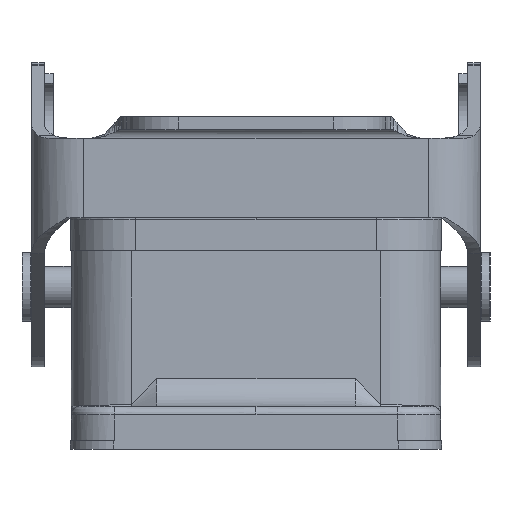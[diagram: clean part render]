
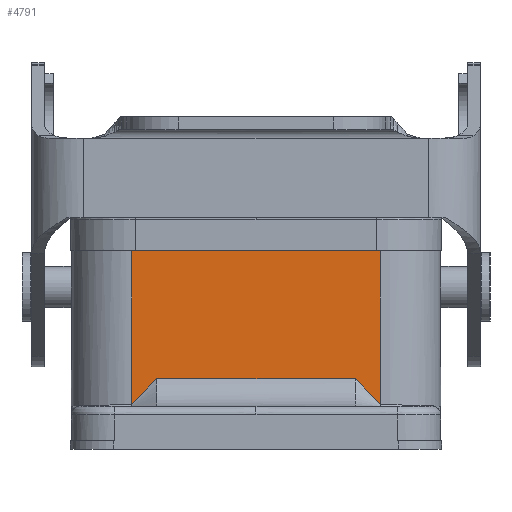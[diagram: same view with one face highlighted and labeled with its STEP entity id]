
A CAD part, left-side view. The second image highlights one B-rep face of the part: STEP entity #4791.
In plain terms, the highlighted planar face has unit normal (-1, 0, 0).
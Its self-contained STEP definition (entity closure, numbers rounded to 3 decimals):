
#4218=FACE_OUTER_BOUND('',#7744,.T.);
#4791=ADVANCED_FACE('',(#4218),#5191,.T.);
#5191=PLANE('',#14459);
#5359=LINE('',#17566,#6173);
#5389=LINE('',#17647,#6203);
#5825=LINE('',#21102,#6639);
#6173=VECTOR('',#14966,1.);
#6203=VECTOR('',#15002,1.);
#6639=VECTOR('',#16238,1.);
#7053=B_SPLINE_CURVE_WITH_KNOTS('',3,(#20830,#20831,#20832,#20833),
 .UNSPECIFIED.,.F.,.F.,(4,4),(0.,1.),.UNSPECIFIED.);
#7068=B_SPLINE_CURVE_WITH_KNOTS('',3,(#21059,#21060,#21061,#21062),
 .UNSPECIFIED.,.F.,.F.,(4,4),(0.,1.),.UNSPECIFIED.);
#7071=B_SPLINE_CURVE_WITH_KNOTS('',3,(#21115,#21116,#21117,#21118),
 .UNSPECIFIED.,.F.,.F.,(4,4),(0.,1.),.UNSPECIFIED.);
#7744=EDGE_LOOP('',(#9780,#9781,#9782,#9783,#9784,#9785));
#9780=ORIENTED_EDGE('',*,*,#13095,.T.);
#9781=ORIENTED_EDGE('',*,*,#13096,.F.);
#9782=ORIENTED_EDGE('',*,*,#12296,.T.);
#9783=ORIENTED_EDGE('',*,*,#13090,.T.);
#9784=ORIENTED_EDGE('',*,*,#12263,.F.);
#9785=ORIENTED_EDGE('',*,*,#13067,.T.);
#11238=VERTEX_POINT('',#17565);
#11239=VERTEX_POINT('',#17567);
#11269=VERTEX_POINT('',#17640);
#11271=VERTEX_POINT('',#17646);
#11770=VERTEX_POINT('',#20795);
#11782=VERTEX_POINT('',#21101);
#12263=EDGE_CURVE('',#11238,#11239,#5359,.T.);
#12296=EDGE_CURVE('',#11269,#11271,#5389,.T.);
#13067=EDGE_CURVE('',#11238,#11770,#7053,.T.);
#13090=EDGE_CURVE('',#11271,#11239,#7068,.T.);
#13095=EDGE_CURVE('',#11770,#11782,#5825,.T.);
#13096=EDGE_CURVE('',#11269,#11782,#7071,.T.);
#14459=AXIS2_PLACEMENT_3D('',#21119,#16239,#16240);
#14966=DIRECTION('',(0.,-1.,0.));
#15002=DIRECTION('',(0.,-0.697,-0.717));
#16238=DIRECTION('',(0.,-0.697,0.717));
#16239=DIRECTION('',(-1.,0.,0.));
#16240=DIRECTION('',(0.,1.,0.));
#17565=CARTESIAN_POINT('',(-65.801,14.4,-2.249));
#17566=CARTESIAN_POINT('',(-65.801,14.4,-2.249));
#17567=CARTESIAN_POINT('',(-65.801,-14.4,-2.249));
#17640=CARTESIAN_POINT('',(-65.801,-11.5,-17.069));
#17646=CARTESIAN_POINT('',(-65.8,-14.4,-20.049));
#17647=CARTESIAN_POINT('',(-65.801,-11.5,-17.069));
#20795=CARTESIAN_POINT('',(-65.8,14.4,-20.049));
#20830=CARTESIAN_POINT('',(-65.801,14.4,-2.249));
#20831=CARTESIAN_POINT('',(-65.801,14.4,-8.182));
#20832=CARTESIAN_POINT('',(-65.801,14.4,-14.115));
#20833=CARTESIAN_POINT('',(-65.801,14.4,-20.049));
#21059=CARTESIAN_POINT('',(-65.801,-14.4,-20.049));
#21060=CARTESIAN_POINT('',(-65.801,-14.4,-14.115));
#21061=CARTESIAN_POINT('',(-65.801,-14.4,-8.182));
#21062=CARTESIAN_POINT('',(-65.801,-14.4,-2.249));
#21101=CARTESIAN_POINT('',(-65.801,11.5,-17.069));
#21102=CARTESIAN_POINT('',(-65.801,14.4,-20.049));
#21115=CARTESIAN_POINT('',(-65.795,-11.5,-17.072));
#21116=CARTESIAN_POINT('',(-65.795,-3.833,-17.072));
#21117=CARTESIAN_POINT('',(-65.795,3.833,-17.072));
#21118=CARTESIAN_POINT('',(-65.795,11.5,-17.072));
#21119=CARTESIAN_POINT('',(-65.801,-15.11,-2.149));
